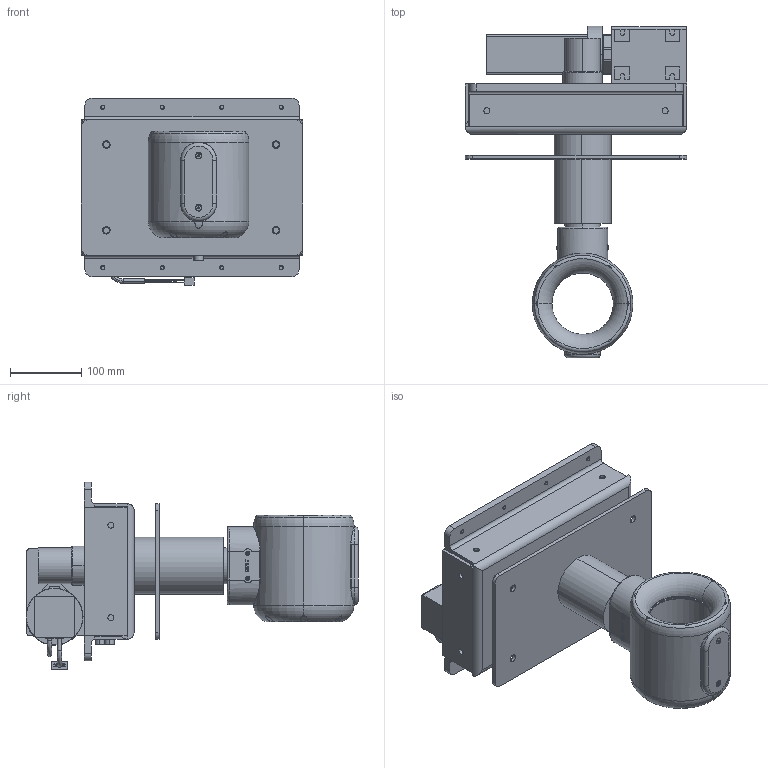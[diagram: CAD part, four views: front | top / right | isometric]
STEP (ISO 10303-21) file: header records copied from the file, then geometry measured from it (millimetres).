
FILE_DESCRIPTION (( 'STEP AP214' ), '1' );
FILE_NAME ('P-087-030-rev-E-086.STEP', '2022-08-19T08:06:01', ( '' ), ( '' ), 'SwSTEP 2.0', 'SolidWorks 2021', '' );
FILE_SCHEMA (( 'AUTOMOTIVE_DESIGN' ));
Length unit declared in the file: millimetre
Products named in the file (1): P-087-030-rev-E-086
Bounding box: 310 x 465.42 x 262.72 mm (x, y, z)
Volume: 8560188.1 mm3; surface area: 597227.1 mm2
Topology: 1 solids, 25 shells, 902 faces, 2133 edges, 1334 vertices
Faces by surface type: plane 394, cylinder 251, cone 108, bspline 88, torus 53, sphere 8
Entity records: 39382 total; most frequent: CARTESIAN_POINT 12517, ORIENTED_EDGE 4218, DIRECTION 4192, EDGE_CURVE 2109, AXIS2_PLACEMENT_3D 1546, VERTEX_POINT 1334, VECTOR 1100, LINE 1100
